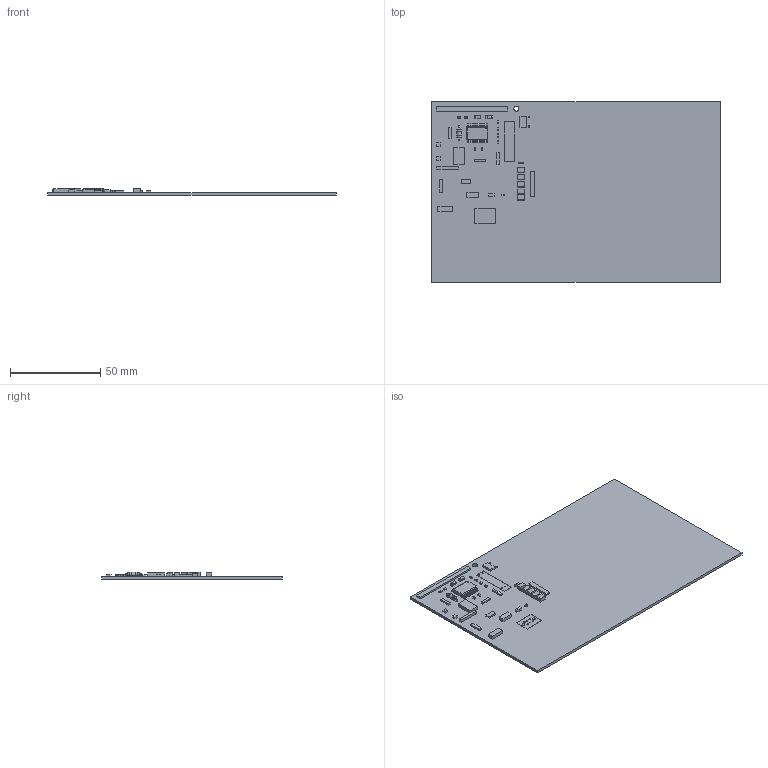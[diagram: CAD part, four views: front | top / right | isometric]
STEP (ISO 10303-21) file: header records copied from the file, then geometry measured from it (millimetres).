
FILE_DESCRIPTION(/* description */ (''),/* implementation_level */ '2;1');
FILE_NAME(/* name */ 'd436554e-449c-49aa-bb8e-5c3b96e1a35a.stp',/* time_stamp */ '2021-06-19T19:10:34+00:00',/* author */ (''),/* organization */ (''),/* preprocessor_version */ 'ST-DEVELOPER v18.1',/* originating_system */ 'Autodesk Translation Framework v10.9.0.1377',/* authorisation */ '');
FILE_SCHEMA (('AUTOMOTIVE_DESIGN { 1 0 10303 214 3 1 1 }'));
Length unit declared in the file: millimetre
Products named in the file (25): d436554e-449c-49aa-bb8e-5c3b96e1a35a; PCB Component; Board; 22uF; C0603; 10uF; 10uF_1; C050-035X075; 1N4004; SOD-323F; AB9V; PIC16F628SO; 7805; JP1; 0207/7; 1X01; HC49/S; 100k; RTRIM3339P; EG1218; REEDRELAY; HD44780LCD-1602; SIL6; OS202011MS2QS1; B3F-10XX
Assembly tree (38 placements, depth 3):
  d436554e-449c-49aa-bb8e-5c3b96e1a35a
    PCB Component
      Board
      22uF
      C0603  x3
      10uF  x2
      10uF_1
      C050-035X075  x2
      1N4004
      SOD-323F
      AB9V
      PIC16F628SO
      7805
      JP1  x5
      0207/7
      1X01  x2
      HC49/S
      100k  x6
      RTRIM3339P
      EG1218
      REEDRELAY
      HD44780LCD-1602
      SIL6
      OS202011MS2QS1
      B3F-10XX
Bounding box: 160 x 100 x 4.42 mm (x, y, z)
Volume: 25895.6 mm3; surface area: 35378.2 mm2
Topology: 55 solids, 55 shells, 924 faces, 2076 edges, 1278 vertices
Faces by surface type: plane 541, cylinder 279, sphere 96, torus 8
Full cylindrical faces by diameter (mm): 0.6 x8, 0.8 x22, 0.813 x19, 0.9 x3, 0.914 x10, 1.016 x9, 1.118 x4, 1.5 x2, 2.375 x1, 2.5 x2, 2.8 x1
Entity records: 17645 total; most frequent: DIRECTION 2891, CARTESIAN_POINT 2797, ORIENTED_EDGE 2646, EDGE_CURVE 1323, LINE 983, VECTOR 983, AXIS2_PLACEMENT_3D 954, VERTEX_POINT 860
